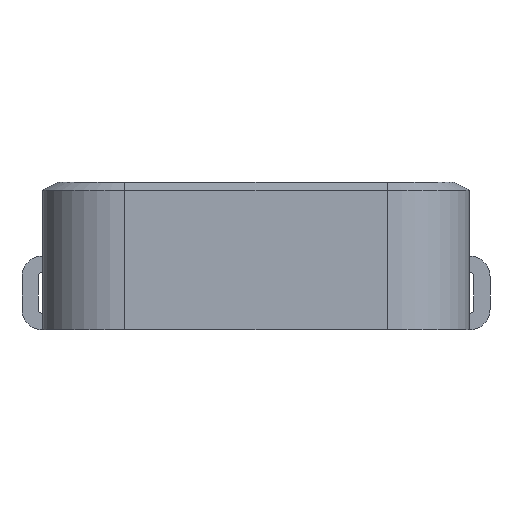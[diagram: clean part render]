
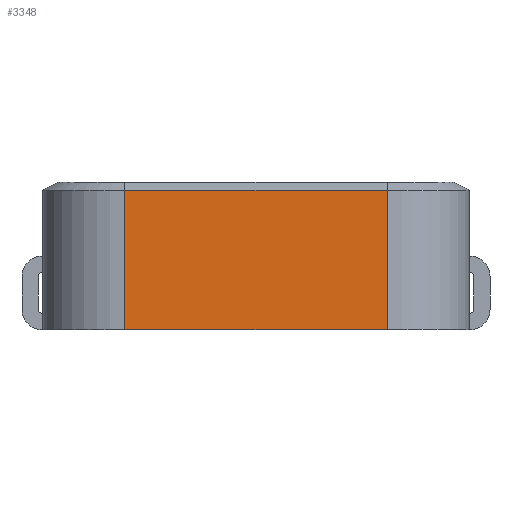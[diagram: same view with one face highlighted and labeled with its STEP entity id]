
A CAD part, front view. The second image highlights one B-rep face of the part: STEP entity #3348.
In plain terms, the highlighted planar face has unit normal (0, -1, 0).
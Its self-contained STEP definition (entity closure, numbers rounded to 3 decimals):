
#390=ORIENTED_EDGE('',*,*,#981,.F.);
#391=ORIENTED_EDGE('',*,*,#956,.T.);
#392=ORIENTED_EDGE('',*,*,#971,.T.);
#393=ORIENTED_EDGE('',*,*,#998,.T.);
#956=EDGE_CURVE('',#1273,#1272,#1497,.T.);
#971=EDGE_CURVE('',#1272,#1280,#1508,.T.);
#981=EDGE_CURVE('',#1273,#1287,#1515,.T.);
#998=EDGE_CURVE('',#1280,#1287,#1531,.T.);
#1272=VERTEX_POINT('',#4828);
#1273=VERTEX_POINT('',#4830);
#1280=VERTEX_POINT('',#4860);
#1287=VERTEX_POINT('',#4880);
#1497=LINE('',#4829,#1791);
#1508=LINE('',#4859,#1802);
#1515=LINE('',#4879,#1809);
#1531=LINE('',#4909,#1825);
#1791=VECTOR('',#3796,1000.);
#1802=VECTOR('',#3831,1000.);
#1809=VECTOR('',#3850,1000.);
#1825=VECTOR('',#3876,1000.);
#2006=EDGE_LOOP('',(#390,#391,#392,#393));
#2154=FACE_BOUND('',#2006,.T.);
#2279=PLANE('',#3495);
#3348=ADVANCED_FACE('',(#2154),#2279,.F.);
#3495=AXIS2_PLACEMENT_3D('',#4908,#3874,#3875);
#3796=DIRECTION('',(-1.,0.,0.));
#3831=DIRECTION('',(0.,0.,-1.));
#3850=DIRECTION('',(0.,0.,-1.));
#3874=DIRECTION('',(0.,1.,0.));
#3875=DIRECTION('',(-1.,0.,0.));
#3876=DIRECTION('',(1.,0.,0.));
#4828=CARTESIAN_POINT('',(-1.6,-2.6,1.7));
#4829=CARTESIAN_POINT('',(-1.6,-2.6,1.7));
#4830=CARTESIAN_POINT('',(1.6,-2.6,1.7));
#4859=CARTESIAN_POINT('',(-1.6,-2.6,1.8));
#4860=CARTESIAN_POINT('',(-1.6,-2.6,0.));
#4879=CARTESIAN_POINT('',(1.6,-2.6,1.8));
#4880=CARTESIAN_POINT('',(1.6,-2.6,0.));
#4908=CARTESIAN_POINT('',(-2.6,-2.6,1.8));
#4909=CARTESIAN_POINT('',(-2.6,-2.6,0.));
